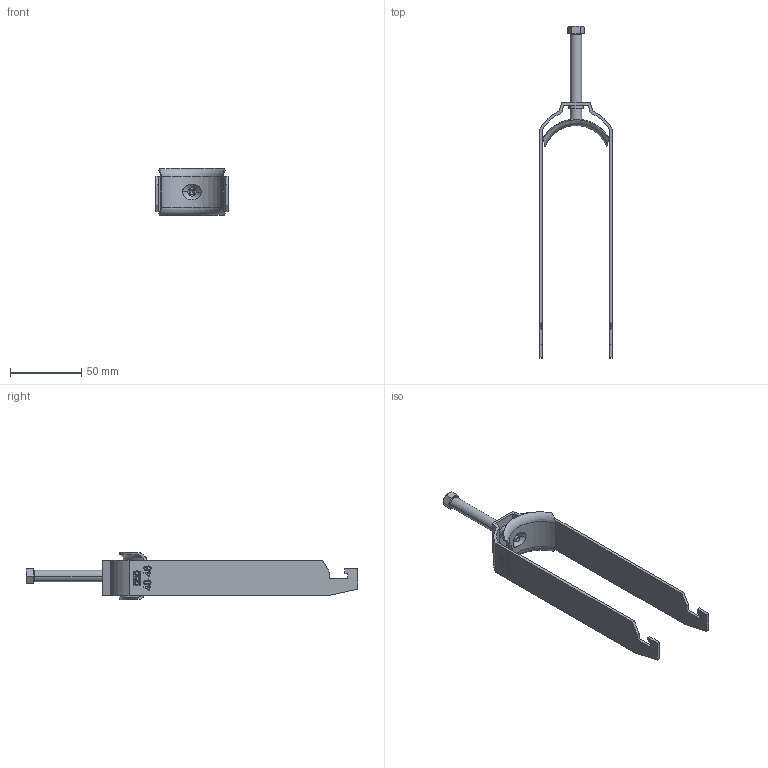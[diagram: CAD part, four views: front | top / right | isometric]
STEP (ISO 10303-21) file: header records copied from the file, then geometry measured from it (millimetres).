
FILE_DESCRIPTION (( 'STEP AP214' ), '1' );
FILE_NAME ('1186544.STEP', '2023-09-04T09:30:24', ( '' ), ( '' ), 'SwSTEP 2.0', 'SolidWorks 2022', '' );
FILE_SCHEMA (( 'AUTOMOTIVE_DESIGN' ));
Length unit declared in the file: millimetre
Products named in the file (4): 142313_Druckschraube - M8 x 60; 203433_Standard; 157112_3Fach; 1186544
Assembly tree (3 placements, depth 2):
  1186544
    142313_Druckschraube - M8 x 60
    203433_Standard
    157112_3Fach
Bounding box: 51 x 232.5 x 33.08 mm (x, y, z)
Volume: 24718.9 mm3; surface area: 26366.8 mm2
Topology: 3 solids, 3 shells, 237 faces, 613 edges, 406 vertices
Faces by surface type: plane 144, bspline 41, cylinder 34, cone 10, torus 8
Entity records: 11621 total; most frequent: CARTESIAN_POINT 5483, ORIENTED_EDGE 1218, DIRECTION 985, EDGE_CURVE 609, VERTEX_POINT 406, LINE 377, VECTOR 377, AXIS2_PLACEMENT_3D 304
